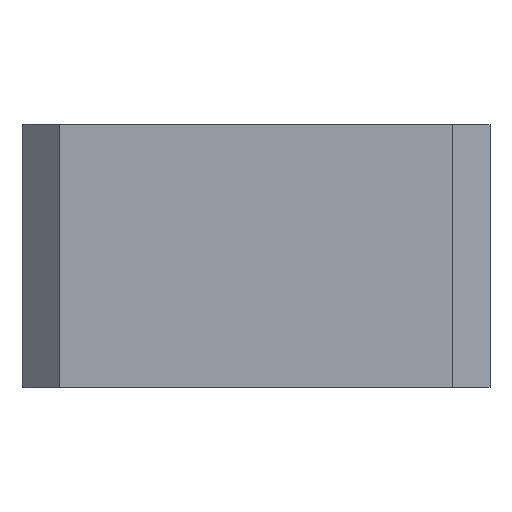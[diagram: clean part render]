
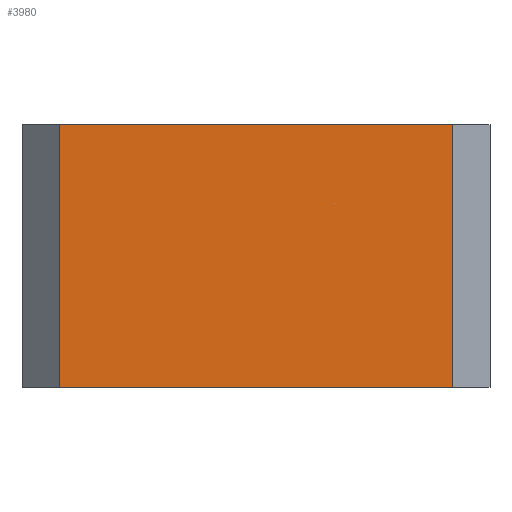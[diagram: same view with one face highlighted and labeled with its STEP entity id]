
A CAD part, front view. The second image highlights one B-rep face of the part: STEP entity #3980.
In plain terms, the highlighted planar face has unit normal (0, -1, 0).
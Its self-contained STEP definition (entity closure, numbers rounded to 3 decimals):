
#6=DIRECTION('',(1.,0.,0.));
#7=VECTOR('',#6,31.4);
#8=CARTESIAN_POINT('',(3.,0.,0.));
#9=LINE('',#8,#7);
#1446=DIRECTION('',(0.,0.,-1.));
#1447=VECTOR('',#1446,21.);
#1448=CARTESIAN_POINT('',(34.4,0.,21.));
#1449=LINE('',#1448,#1447);
#1450=DIRECTION('',(1.,0.,0.));
#1451=VECTOR('',#1450,31.4);
#1452=CARTESIAN_POINT('',(3.,0.,21.));
#1453=LINE('',#1452,#1451);
#1458=DIRECTION('',(0.,0.,-1.));
#1459=VECTOR('',#1458,21.);
#1460=CARTESIAN_POINT('',(3.,0.,21.));
#1461=LINE('',#1460,#1459);
#1478=CARTESIAN_POINT('',(3.,0.,0.));
#1480=VERTEX_POINT('',#1478);
#1483=CARTESIAN_POINT('',(34.4,0.,0.));
#1485=VERTEX_POINT('',#1483);
#1882=CARTESIAN_POINT('',(3.,0.,21.));
#1883=CARTESIAN_POINT('',(34.4,0.,21.));
#1884=VERTEX_POINT('',#1882);
#1885=VERTEX_POINT('',#1883);
#3968=CARTESIAN_POINT('',(0.,0.,0.));
#3969=DIRECTION('',(0.,-1.,0.));
#3970=DIRECTION('',(1.,0.,0.));
#3971=AXIS2_PLACEMENT_3D('',#3968,#3969,#3970);
#3972=PLANE('',#3971);
#3973=ORIENTED_EDGE('',*,*,#2212,.T.);
#3974=ORIENTED_EDGE('',*,*,#3963,.T.);
#3975=ORIENTED_EDGE('',*,*,#1949,.F.);
#3977=ORIENTED_EDGE('',*,*,#3976,.F.);
#3978=EDGE_LOOP('',(#3973,#3974,#3975,#3977));
#3979=FACE_OUTER_BOUND('',#3978,.F.);
#3980=ADVANCED_FACE('',(#3979),#3972,.T.);
#1949=EDGE_CURVE('',#1480,#1485,#9,.T.);
#2212=EDGE_CURVE('',#1884,#1885,#1453,.T.);
#3963=EDGE_CURVE('',#1885,#1485,#1449,.T.);
#3976=EDGE_CURVE('',#1884,#1480,#1461,.T.);
